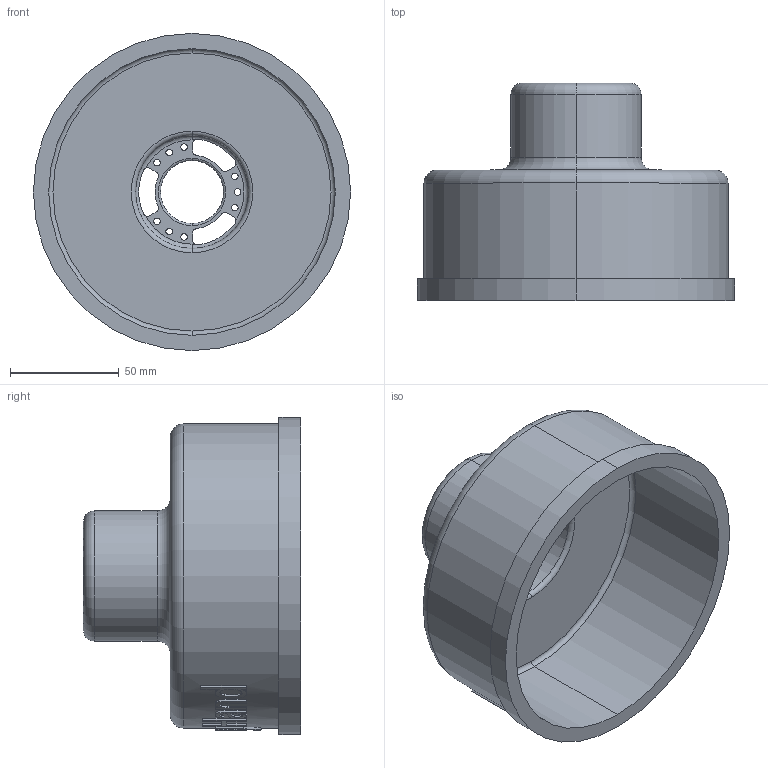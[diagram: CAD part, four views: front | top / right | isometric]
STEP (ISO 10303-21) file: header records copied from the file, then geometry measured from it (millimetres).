
FILE_DESCRIPTION (( 'STEP AP203' ), '1' );
FILE_NAME ('Amazing Hand µ××ù.STEP', '2025-07-13T10:00:38', ( '' ), ( '' ), 'SwSTEP 2.0', 'SolidWorks 2022', '' );
FILE_SCHEMA (( 'CONFIG_CONTROL_DESIGN' ));
Length unit declared in the file: millimetre
Products named in the file (1): Amazing Hand  菁釱
Bounding box: 146 x 100 x 146 mm (x, y, z)
Volume: 192598.9 mm3; surface area: 94417.2 mm2
Topology: 1 solids, 1 shells, 285 faces, 755 edges, 490 vertices
Faces by surface type: plane 100, cylinder 74, bspline 74, torus 37
Entity records: 30188 total; most frequent: CARTESIAN_POINT 23464, ORIENTED_EDGE 1510, DIRECTION 1194, EDGE_CURVE 755, VERTEX_POINT 490, AXIS2_PLACEMENT_3D 483, EDGE_LOOP 329, ADVANCED_FACE 285
